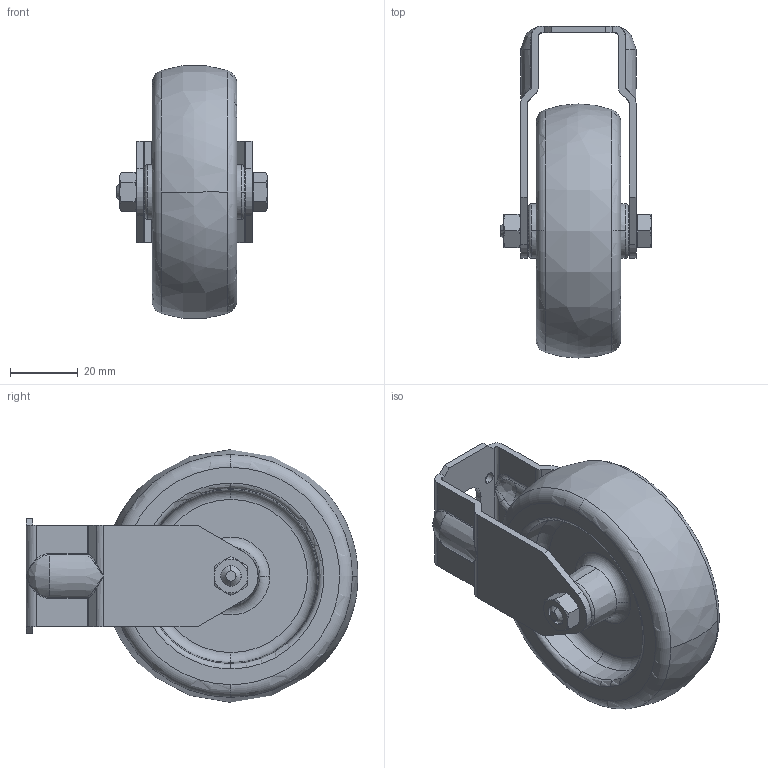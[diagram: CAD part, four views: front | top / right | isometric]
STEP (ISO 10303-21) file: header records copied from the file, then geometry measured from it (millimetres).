
FILE_DESCRIPTION (( 'STEP AP203' ), '1' );
FILE_NAME ('SF2200V.STEP', '2009-10-30T20:05:52', ( ' ' ), ( ' ' ), 'SwSTEP 2.0', 'SolidWorks 2009', '' );
FILE_SCHEMA (( 'CONFIG_CONTROL_DESIGN' ));
Length unit declared in the file: millimetre
Products named in the file (1): SF2200V
Bounding box: 44.5 x 98 x 74.62 mm (x, y, z)
Volume: 80209.6 mm3; surface area: 28906.8 mm2
Topology: 3 solids, 3 shells, 224 faces, 548 edges, 337 vertices
Faces by surface type: plane 66, cylinder 47, bspline 47, cone 35, torus 22, sphere 7
Entity records: 12679 total; most frequent: CARTESIAN_POINT 7707, ORIENTED_EDGE 1094, DIRECTION 923, EDGE_CURVE 547, AXIS2_PLACEMENT_3D 369, VERTEX_POINT 337, EDGE_LOOP 246, FACE_OUTER_BOUND 224
